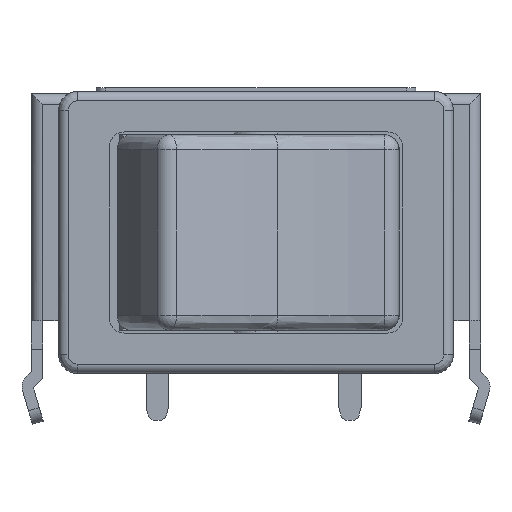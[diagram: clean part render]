
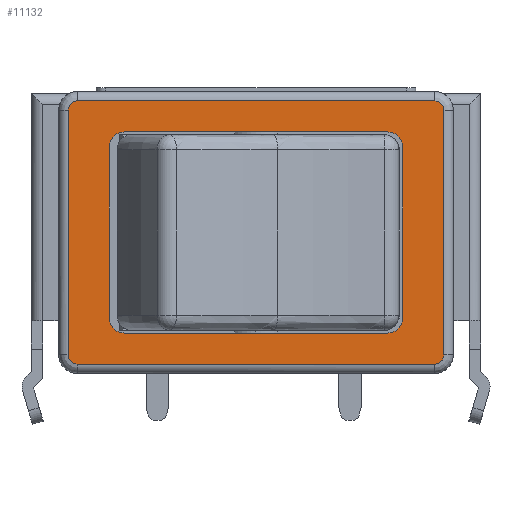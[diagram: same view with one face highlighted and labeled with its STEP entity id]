
A CAD part, left-side view. The second image highlights one B-rep face of the part: STEP entity #11132.
In plain terms, the highlighted planar face has unit normal (-1, 0, 0).
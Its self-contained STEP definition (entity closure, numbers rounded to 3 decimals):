
#7772 = VERTEX_POINT('',#7773);
#7773 = CARTESIAN_POINT('',(-13.25,7.8,11.05));
#7779 = EDGE_CURVE('',#7772,#7780,#7782,.T.);
#7780 = VERTEX_POINT('',#7781);
#7781 = CARTESIAN_POINT('',(-13.25,7.,11.85));
#7782 = CIRCLE('',#7783,0.8);
#7783 = AXIS2_PLACEMENT_3D('',#7784,#7785,#7786);
#7784 = CARTESIAN_POINT('',(-13.25,7.,11.05));
#7785 = DIRECTION('',(1.,0.,0.));
#7786 = DIRECTION('',(0.,0.,1.));
#7814 = VERTEX_POINT('',#7815);
#7815 = CARTESIAN_POINT('',(-13.25,-7.,11.85));
#7821 = EDGE_CURVE('',#7814,#7822,#7824,.T.);
#7822 = VERTEX_POINT('',#7823);
#7823 = CARTESIAN_POINT('',(-13.25,-7.8,11.05));
#7824 = CIRCLE('',#7825,0.8);
#7825 = AXIS2_PLACEMENT_3D('',#7826,#7827,#7828);
#7826 = CARTESIAN_POINT('',(-13.25,-7.,11.05));
#7827 = DIRECTION('',(1.,0.,0.));
#7828 = DIRECTION('',(0.,0.,1.));
#7856 = VERTEX_POINT('',#7857);
#7857 = CARTESIAN_POINT('',(-13.25,7.,1.15));
#7863 = EDGE_CURVE('',#7856,#7864,#7866,.T.);
#7864 = VERTEX_POINT('',#7865);
#7865 = CARTESIAN_POINT('',(-13.25,7.8,1.95));
#7866 = CIRCLE('',#7867,0.8);
#7867 = AXIS2_PLACEMENT_3D('',#7868,#7869,#7870);
#7868 = CARTESIAN_POINT('',(-13.25,7.,1.95));
#7869 = DIRECTION('',(1.,0.,0.));
#7870 = DIRECTION('',(0.,0.,1.));
#7993 = EDGE_CURVE('',#7994,#7996,#7998,.T.);
#7994 = VERTEX_POINT('',#7995);
#7995 = CARTESIAN_POINT('',(-13.25,-7.8,1.95));
#7996 = VERTEX_POINT('',#7997);
#7997 = CARTESIAN_POINT('',(-13.25,-7.,1.15));
#7998 = CIRCLE('',#7999,0.8);
#7999 = AXIS2_PLACEMENT_3D('',#8000,#8001,#8002);
#8000 = CARTESIAN_POINT('',(-13.25,-7.,1.95));
#8001 = DIRECTION('',(1.,0.,0.));
#8002 = DIRECTION('',(0.,0.,-1.));
#9236 = EDGE_CURVE('',#7864,#7772,#9237,.T.);
#9237 = LINE('',#9238,#9239);
#9238 = CARTESIAN_POINT('',(-13.25,7.8,-0.5));
#9239 = VECTOR('',#9240,1.);
#9240 = DIRECTION('',(0.,0.,1.));
#9251 = EDGE_CURVE('',#7780,#7814,#9252,.T.);
#9252 = LINE('',#9253,#9254);
#9253 = CARTESIAN_POINT('',(-13.25,10.,11.85));
#9254 = VECTOR('',#9255,1.);
#9255 = DIRECTION('',(0.,-1.,0.));
#9270 = EDGE_CURVE('',#7822,#7994,#9271,.T.);
#9271 = LINE('',#9272,#9273);
#9272 = CARTESIAN_POINT('',(-13.25,-7.8,-0.5));
#9273 = VECTOR('',#9274,1.);
#9274 = DIRECTION('',(0.,0.,-1.));
#9292 = EDGE_CURVE('',#7996,#7856,#9293,.T.);
#9293 = LINE('',#9294,#9295);
#9294 = CARTESIAN_POINT('',(-13.25,10.,1.15));
#9295 = VECTOR('',#9296,1.);
#9296 = DIRECTION('',(0.,1.,0.));
#11132 = ADVANCED_FACE('',(#11133,#11239),#11249,.T.);
#11133 = FACE_BOUND('',#11134,.T.);
#11134 = EDGE_LOOP('',(#11135,#11155,#11163,#11181,#11189,#11207,#11215,
    #11233));
#11135 = ORIENTED_EDGE('',*,*,#11136,.F.);
#11136 = EDGE_CURVE('',#11137,#11139,#11141,.T.);
#11137 = VERTEX_POINT('',#11138);
#11138 = CARTESIAN_POINT('',(-13.25,-9.5,13.5));
#11139 = VERTEX_POINT('',#11140);
#11140 = CARTESIAN_POINT('',(-13.25,-10.,13.));
#11141 = B_SPLINE_CURVE_WITH_KNOTS('',3,(#11142,#11143,#11144,#11145,
    #11146,#11147,#11148,#11149,#11150,#11151,#11152,#11153,#11154),
  .UNSPECIFIED.,.F.,.F.,(4,3,3,3,4),(0.,0.25,0.5,
    0.75,1.),.UNSPECIFIED.);
#11142 = CARTESIAN_POINT('',(-13.25,-9.5,13.5));
#11143 = CARTESIAN_POINT('',(-13.25,-9.565,13.5));
#11144 = CARTESIAN_POINT('',(-13.25,-9.631,13.487));
#11145 = CARTESIAN_POINT('',(-13.25,-9.691,13.462));
#11146 = CARTESIAN_POINT('',(-13.25,-9.752,13.437));
#11147 = CARTESIAN_POINT('',(-13.25,-9.807,13.4));
#11148 = CARTESIAN_POINT('',(-13.25,-9.854,13.354));
#11149 = CARTESIAN_POINT('',(-13.25,-9.9,13.307));
#11150 = CARTESIAN_POINT('',(-13.25,-9.937,13.252));
#11151 = CARTESIAN_POINT('',(-13.25,-9.962,13.191));
#11152 = CARTESIAN_POINT('',(-13.25,-9.987,13.131));
#11153 = CARTESIAN_POINT('',(-13.25,-10.,13.065));
#11154 = CARTESIAN_POINT('',(-13.25,-10.,13.));
#11155 = ORIENTED_EDGE('',*,*,#11156,.F.);
#11156 = EDGE_CURVE('',#11157,#11137,#11159,.T.);
#11157 = VERTEX_POINT('',#11158);
#11158 = CARTESIAN_POINT('',(-13.25,9.5,13.5));
#11159 = LINE('',#11160,#11161);
#11160 = CARTESIAN_POINT('',(-13.25,9.5,13.5));
#11161 = VECTOR('',#11162,1.);
#11162 = DIRECTION('',(0.,-1.,0.));
#11163 = ORIENTED_EDGE('',*,*,#11164,.F.);
#11164 = EDGE_CURVE('',#11165,#11157,#11167,.T.);
#11165 = VERTEX_POINT('',#11166);
#11166 = CARTESIAN_POINT('',(-13.25,10.,13.));
#11167 = B_SPLINE_CURVE_WITH_KNOTS('',3,(#11168,#11169,#11170,#11171,
    #11172,#11173,#11174,#11175,#11176,#11177,#11178,#11179,#11180),
  .UNSPECIFIED.,.F.,.F.,(4,3,3,3,4),(0.,0.25,0.5,
    0.75,1.),.UNSPECIFIED.);
#11168 = CARTESIAN_POINT('',(-13.25,10.,13.));
#11169 = CARTESIAN_POINT('',(-13.25,10.,13.065));
#11170 = CARTESIAN_POINT('',(-13.25,9.987,13.131));
#11171 = CARTESIAN_POINT('',(-13.25,9.962,13.191));
#11172 = CARTESIAN_POINT('',(-13.25,9.937,13.252));
#11173 = CARTESIAN_POINT('',(-13.25,9.9,13.307));
#11174 = CARTESIAN_POINT('',(-13.25,9.854,13.354));
#11175 = CARTESIAN_POINT('',(-13.25,9.807,13.4));
#11176 = CARTESIAN_POINT('',(-13.25,9.752,13.437));
#11177 = CARTESIAN_POINT('',(-13.25,9.691,13.462));
#11178 = CARTESIAN_POINT('',(-13.25,9.631,13.487));
#11179 = CARTESIAN_POINT('',(-13.25,9.565,13.5));
#11180 = CARTESIAN_POINT('',(-13.25,9.5,13.5));
#11181 = ORIENTED_EDGE('',*,*,#11182,.F.);
#11182 = EDGE_CURVE('',#11183,#11165,#11185,.T.);
#11183 = VERTEX_POINT('',#11184);
#11184 = CARTESIAN_POINT('',(-13.25,10.,0.));
#11185 = LINE('',#11186,#11187);
#11186 = CARTESIAN_POINT('',(-13.25,10.,0.));
#11187 = VECTOR('',#11188,1.);
#11188 = DIRECTION('',(0.,0.,1.));
#11189 = ORIENTED_EDGE('',*,*,#11190,.F.);
#11190 = EDGE_CURVE('',#11191,#11183,#11193,.T.);
#11191 = VERTEX_POINT('',#11192);
#11192 = CARTESIAN_POINT('',(-13.25,9.5,-0.5));
#11193 = B_SPLINE_CURVE_WITH_KNOTS('',3,(#11194,#11195,#11196,#11197,
    #11198,#11199,#11200,#11201,#11202,#11203,#11204,#11205,#11206),
  .UNSPECIFIED.,.F.,.F.,(4,3,3,3,4),(0.,0.25,0.5,
    0.75,1.),.UNSPECIFIED.);
#11194 = CARTESIAN_POINT('',(-13.25,9.5,-0.5));
#11195 = CARTESIAN_POINT('',(-13.25,9.565,-0.5));
#11196 = CARTESIAN_POINT('',(-13.25,9.631,-0.487));
#11197 = CARTESIAN_POINT('',(-13.25,9.691,-0.462));
#11198 = CARTESIAN_POINT('',(-13.25,9.752,-0.437));
#11199 = CARTESIAN_POINT('',(-13.25,9.807,-0.4));
#11200 = CARTESIAN_POINT('',(-13.25,9.854,-0.354));
#11201 = CARTESIAN_POINT('',(-13.25,9.9,-0.307));
#11202 = CARTESIAN_POINT('',(-13.25,9.937,-0.252));
#11203 = CARTESIAN_POINT('',(-13.25,9.962,-0.191));
#11204 = CARTESIAN_POINT('',(-13.25,9.987,-0.131));
#11205 = CARTESIAN_POINT('',(-13.25,10.,-0.065)
  );
#11206 = CARTESIAN_POINT('',(-13.25,10.,0.));
#11207 = ORIENTED_EDGE('',*,*,#11208,.F.);
#11208 = EDGE_CURVE('',#11209,#11191,#11211,.T.);
#11209 = VERTEX_POINT('',#11210);
#11210 = CARTESIAN_POINT('',(-13.25,-9.5,-0.5));
#11211 = LINE('',#11212,#11213);
#11212 = CARTESIAN_POINT('',(-13.25,-9.5,-0.5));
#11213 = VECTOR('',#11214,1.);
#11214 = DIRECTION('',(0.,1.,0.));
#11215 = ORIENTED_EDGE('',*,*,#11216,.F.);
#11216 = EDGE_CURVE('',#11217,#11209,#11219,.T.);
#11217 = VERTEX_POINT('',#11218);
#11218 = CARTESIAN_POINT('',(-13.25,-10.,0.));
#11219 = B_SPLINE_CURVE_WITH_KNOTS('',3,(#11220,#11221,#11222,#11223,
    #11224,#11225,#11226,#11227,#11228,#11229,#11230,#11231,#11232),
  .UNSPECIFIED.,.F.,.F.,(4,3,3,3,4),(0.,0.25,0.5,
    0.75,1.),.UNSPECIFIED.);
#11220 = CARTESIAN_POINT('',(-13.25,-10.,0.));
#11221 = CARTESIAN_POINT('',(-13.25,-10.,-0.065));
#11222 = CARTESIAN_POINT('',(-13.25,-9.987,-0.131));
#11223 = CARTESIAN_POINT('',(-13.25,-9.962,-0.191));
#11224 = CARTESIAN_POINT('',(-13.25,-9.937,-0.252));
#11225 = CARTESIAN_POINT('',(-13.25,-9.9,-0.307));
#11226 = CARTESIAN_POINT('',(-13.25,-9.854,-0.354));
#11227 = CARTESIAN_POINT('',(-13.25,-9.807,-0.4));
#11228 = CARTESIAN_POINT('',(-13.25,-9.752,-0.437));
#11229 = CARTESIAN_POINT('',(-13.25,-9.691,-0.462));
#11230 = CARTESIAN_POINT('',(-13.25,-9.631,-0.487));
#11231 = CARTESIAN_POINT('',(-13.25,-9.565,-0.5));
#11232 = CARTESIAN_POINT('',(-13.25,-9.5,-0.5));
#11233 = ORIENTED_EDGE('',*,*,#11234,.F.);
#11234 = EDGE_CURVE('',#11139,#11217,#11235,.T.);
#11235 = LINE('',#11236,#11237);
#11236 = CARTESIAN_POINT('',(-13.25,-10.,0.));
#11237 = VECTOR('',#11238,1.);
#11238 = DIRECTION('',(0.,0.,-1.));
#11239 = FACE_BOUND('',#11240,.T.);
#11240 = EDGE_LOOP('',(#11241,#11242,#11243,#11244,#11245,#11246,#11247,
    #11248));
#11241 = ORIENTED_EDGE('',*,*,#9292,.T.);
#11242 = ORIENTED_EDGE('',*,*,#7863,.T.);
#11243 = ORIENTED_EDGE('',*,*,#9236,.T.);
#11244 = ORIENTED_EDGE('',*,*,#7779,.T.);
#11245 = ORIENTED_EDGE('',*,*,#9251,.T.);
#11246 = ORIENTED_EDGE('',*,*,#7821,.T.);
#11247 = ORIENTED_EDGE('',*,*,#9270,.T.);
#11248 = ORIENTED_EDGE('',*,*,#7993,.T.);
#11249 = PLANE('',#11250);
#11250 = AXIS2_PLACEMENT_3D('',#11251,#11252,#11253);
#11251 = CARTESIAN_POINT('',(-13.25,10.,-0.5));
#11252 = DIRECTION('',(-1.,0.,0.));
#11253 = DIRECTION('',(0.,0.,-1.));
